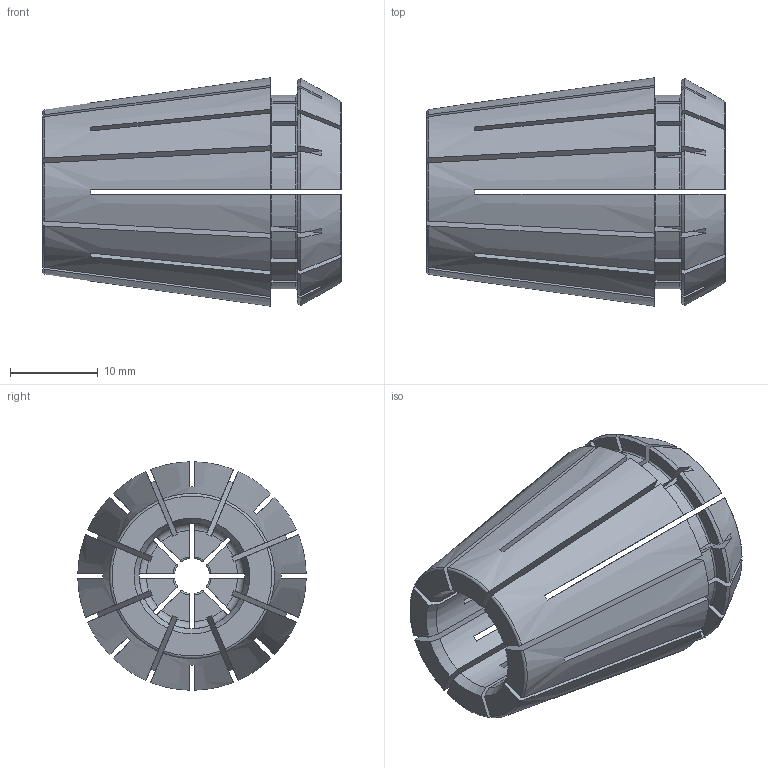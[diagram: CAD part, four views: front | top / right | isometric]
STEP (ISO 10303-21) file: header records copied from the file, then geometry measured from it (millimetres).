
FILE_DESCRIPTION( ( 'Unknown' ), '1' );
FILE_NAME( '112504000.stp', 'Unknown', ( 'Unknown' ), ( 'Unknown' ), 'PSStep 15.0.49', 'Unknown', ' ' );
FILE_SCHEMA( ( 'AUTOMOTIVE_DESIGN { 1 0 10303 214 1 1 1 1 }' ) );
Length unit declared in the file: millimetre
Products named in the file (1): 1
Bounding box: 34 x 25.99 x 25.99 mm (x, y, z)
Volume: 9915.9 mm3; surface area: 9379.7 mm2
Topology: 1 solids, 1 shells, 272 faces, 808 edges, 536 vertices
Faces by surface type: plane 104, torus 80, cylinder 48, cone 40
Entity records: 12112 total; most frequent: CARTESIAN_POINT 2969, ORIENTED_EDGE 1616, DIRECTION 1306, EDGE_CURVE 808, VERTEX_POINT 536, AXIS2_PLACEMENT_3D 521, B_SPLINE_CURVE_WITH_KNOTS 296, STYLED_ITEM 272
